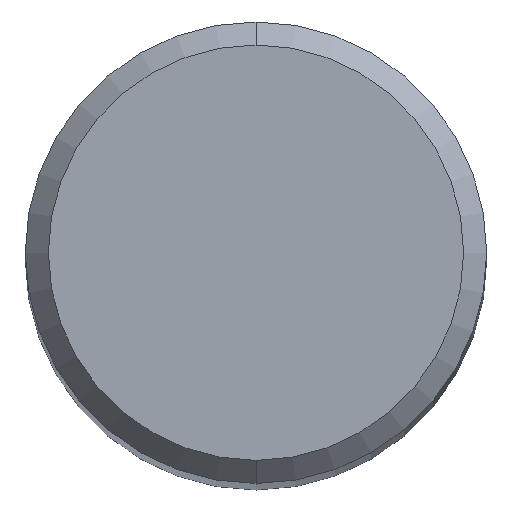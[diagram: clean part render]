
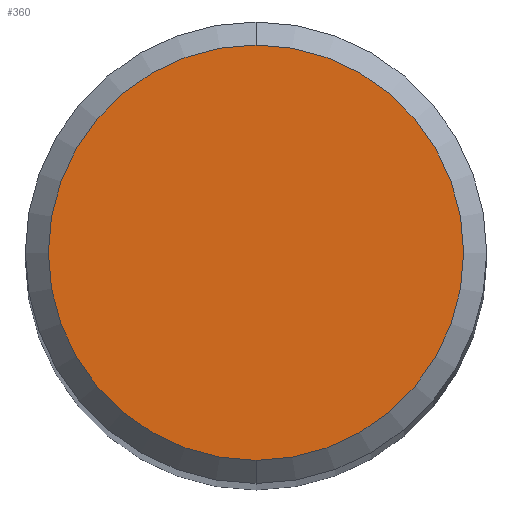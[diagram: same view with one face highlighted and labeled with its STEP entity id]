
A CAD part, top view. The second image highlights one B-rep face of the part: STEP entity #360.
In plain terms, the highlighted planar face has unit normal (0, 0, 1).
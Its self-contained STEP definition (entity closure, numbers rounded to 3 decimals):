
#178=VERTEX_POINT('',#465);
#276=VERTEX_POINT('',#576);
#300=EDGE_CURVE('',#276,#178,#603,.T.);
#344=EDGE_CURVE('',#178,#276,#649,.T.);
#360=ADVANCED_FACE('',(#666),#667,.T.);
#465=CARTESIAN_POINT('',(0.,-5.4,0.0));
#576=CARTESIAN_POINT('',(0.0,5.4,0.0));
#603=CIRCLE('',#1107,5.4);
#649=CIRCLE('',#1211,5.4);
#666=FACE_OUTER_BOUND('',#1281,.T.);
#667=PLANE('',#1282);
#1107=AXIS2_PLACEMENT_3D('',#1611,#1612,#1613);
#1211=AXIS2_PLACEMENT_3D('',#1640,#1641,#1642);
#1281=EDGE_LOOP('',(#1657,#1658));
#1282=AXIS2_PLACEMENT_3D('',#1659,#1660,#1661);
#1611=CARTESIAN_POINT('',(0.0,0.0,0.0));
#1612=DIRECTION('',(0.0,0.0,-1.0));
#1613=DIRECTION('',(0.0,1.0,0.0));
#1640=CARTESIAN_POINT('',(0.0,0.0,0.0));
#1641=DIRECTION('',(0.0,0.0,-1.0));
#1642=DIRECTION('',(0.0,1.0,0.0));
#1657=ORIENTED_EDGE('',*,*,#300,.F.);
#1658=ORIENTED_EDGE('',*,*,#344,.F.);
#1659=CARTESIAN_POINT('',(0.0,2.7,0.0));
#1660=DIRECTION('',(-0.0,0.0,1.0));
#1661=DIRECTION('',(0.0,-1.0,0.0));
